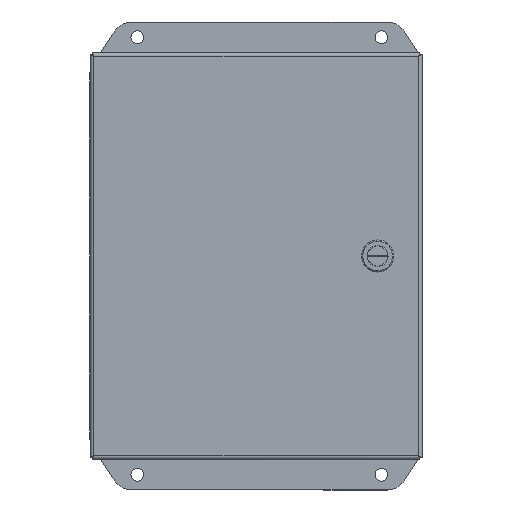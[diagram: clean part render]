
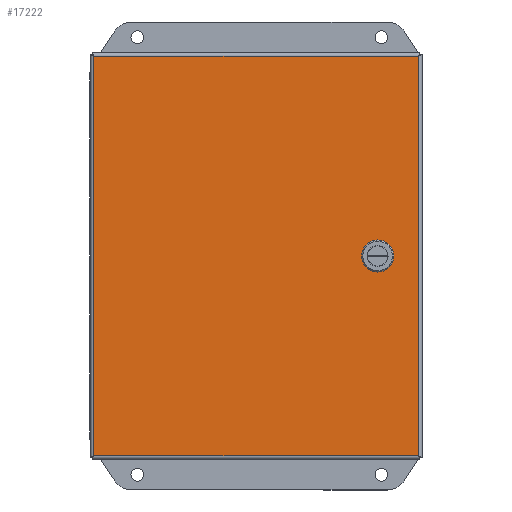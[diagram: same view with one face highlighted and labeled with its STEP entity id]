
A CAD part, front view. The second image highlights one B-rep face of the part: STEP entity #17222.
In plain terms, the highlighted planar face has unit normal (0, -1, 0).
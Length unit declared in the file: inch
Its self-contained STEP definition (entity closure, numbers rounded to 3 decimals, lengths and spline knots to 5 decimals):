
#312 = ORIENTED_EDGE ( 'NONE', *, *, #16644, .F. ) ;
#414 = LINE ( 'NONE', #6641, #4567 ) ;
#442 = CARTESIAN_POINT ( 'NONE',  ( -4.07322, -4.61133, -4.914 ) ) ;
#680 = CARTESIAN_POINT ( 'NONE',  ( 2.57578, -4.61133, -0.07559 ) ) ;
#745 = CARTESIAN_POINT ( 'NONE',  ( 2.57578, -4.61133, -0.07559 ) ) ;
#970 = LINE ( 'NONE', #13558, #17550 ) ;
#1171 = DIRECTION ( 'NONE',  ( 0., -1., 0. ) ) ;
#1234 = CARTESIAN_POINT ( 'NONE',  ( 2.83119, -4.61133, -0.331 ) ) ;
#1498 = EDGE_CURVE ( 'NONE', #3624, #15216, #9320, .T. ) ;
#1560 = DIRECTION ( 'NONE',  ( 0.707, 0., -0.707 ) ) ;
#2014 = LINE ( 'NONE', #11404, #5393 ) ;
#2703 = FACE_BOUND ( 'NONE', #12239, .T. ) ;
#2745 = CARTESIAN_POINT ( 'NONE',  ( 2.98237, -4.61133, 0.331 ) ) ;
#2758 = EDGE_CURVE ( 'NONE', #3424, #12640, #970, .T. ) ;
#3424 = VERTEX_POINT ( 'NONE', #5270 ) ;
#3624 = VERTEX_POINT ( 'NONE', #18160 ) ;
#4088 = VECTOR ( 'NONE', #16590, 39.37008 ) ;
#4101 = DIRECTION ( 'NONE',  ( 0., 0., -1. ) ) ;
#4338 = PLANE ( 'NONE',  #19636 ) ;
#4567 = VECTOR ( 'NONE', #12873, 39.37008 ) ;
#4734 = LINE ( 'NONE', #5972, #19184 ) ;
#4905 = LINE ( 'NONE', #19028, #4943 ) ;
#4943 = VECTOR ( 'NONE', #17292, 39.37008 ) ;
#5258 = VERTEX_POINT ( 'NONE', #19234 ) ;
#5270 = CARTESIAN_POINT ( 'NONE',  ( 3.91278, -4.61133, -4.914 ) ) ;
#5336 = LINE ( 'NONE', #745, #12909 ) ;
#5393 = VECTOR ( 'NONE', #19186, 39.37008 ) ;
#5643 = VERTEX_POINT ( 'NONE', #1234 ) ;
#5972 = CARTESIAN_POINT ( 'NONE',  ( -4.07322, -4.61133, -4.914 ) ) ;
#6164 = DIRECTION ( 'NONE',  ( 1., 0., 0. ) ) ;
#6399 = LINE ( 'NONE', #13525, #4088 ) ;
#6552 = EDGE_CURVE ( 'NONE', #20126, #3424, #4734, .T. ) ;
#6641 = CARTESIAN_POINT ( 'NONE',  ( 2.57578, -4.61133, 0.07559 ) ) ;
#6651 = ORIENTED_EDGE ( 'NONE', *, *, #18555, .T. ) ;
#6824 = LINE ( 'NONE', #13264, #12437 ) ;
#6881 = VERTEX_POINT ( 'NONE', #17510 ) ;
#7786 = DIRECTION ( 'NONE',  ( -0.707, 0., 0.707 ) ) ;
#7800 = LINE ( 'NONE', #442, #19945 ) ;
#8107 = ORIENTED_EDGE ( 'NONE', *, *, #11879, .F. ) ;
#8327 = VERTEX_POINT ( 'NONE', #16545 ) ;
#8613 = CARTESIAN_POINT ( 'NONE',  ( 3.91278, -4.61133, 4.914 ) ) ;
#8790 = CARTESIAN_POINT ( 'NONE',  ( -4.07322, -4.61133, -4.914 ) ) ;
#9204 = VECTOR ( 'NONE', #7786, 39.37008 ) ;
#9320 = LINE ( 'NONE', #20159, #9204 ) ;
#9429 = LINE ( 'NONE', #14147, #16158 ) ;
#9728 = EDGE_CURVE ( 'NONE', #5643, #18674, #2014, .T. ) ;
#9769 = VERTEX_POINT ( 'NONE', #680 ) ;
#10198 = EDGE_CURVE ( 'NONE', #6881, #3624, #6399, .T. ) ;
#10274 = DIRECTION ( 'NONE',  ( 0., 0., 1. ) ) ;
#10290 = EDGE_CURVE ( 'NONE', #10931, #9769, #5336, .T. ) ;
#10387 = ORIENTED_EDGE ( 'NONE', *, *, #10290, .F. ) ;
#10931 = VERTEX_POINT ( 'NONE', #12758 ) ;
#10997 = ORIENTED_EDGE ( 'NONE', *, *, #14208, .F. ) ;
#11404 = CARTESIAN_POINT ( 'NONE',  ( 2.98237, -4.61133, -0.331 ) ) ;
#11879 = EDGE_CURVE ( 'NONE', #18674, #6881, #6824, .T. ) ;
#12239 = EDGE_LOOP ( 'NONE', ( #20233, #13726, #10387, #10997, #312, #16764, #13075, #8107 ) ) ;
#12283 = CARTESIAN_POINT ( 'NONE',  ( 2.98237, -4.61133, -0.331 ) ) ;
#12437 = VECTOR ( 'NONE', #17969, 39.37008 ) ;
#12519 = VECTOR ( 'NONE', #19760, 39.37008 ) ;
#12640 = VERTEX_POINT ( 'NONE', #8613 ) ;
#12758 = CARTESIAN_POINT ( 'NONE',  ( 2.57578, -4.61133, 0.07559 ) ) ;
#12873 = DIRECTION ( 'NONE',  ( -0.707, 0., -0.707 ) ) ;
#12909 = VECTOR ( 'NONE', #4101, 39.37008 ) ;
#13075 = ORIENTED_EDGE ( 'NONE', *, *, #10198, .F. ) ;
#13264 = CARTESIAN_POINT ( 'NONE',  ( 3.23778, -4.61133, -0.07559 ) ) ;
#13525 = CARTESIAN_POINT ( 'NONE',  ( 3.23778, -4.61133, 0.07559 ) ) ;
#13558 = CARTESIAN_POINT ( 'NONE',  ( 3.91278, -4.61133, -4.914 ) ) ;
#13726 = ORIENTED_EDGE ( 'NONE', *, *, #19872, .F. ) ;
#13952 = CARTESIAN_POINT ( 'NONE',  ( -4.07322, -4.61133, -4.914 ) ) ;
#14147 = CARTESIAN_POINT ( 'NONE',  ( 2.83119, -4.61133, -0.331 ) ) ;
#14208 = EDGE_CURVE ( 'NONE', #5258, #10931, #414, .T. ) ;
#14673 = LINE ( 'NONE', #19661, #12519 ) ;
#14676 = EDGE_CURVE ( 'NONE', #8327, #20126, #7800, .T. ) ;
#15216 = VERTEX_POINT ( 'NONE', #2745 ) ;
#16158 = VECTOR ( 'NONE', #1560, 39.37008 ) ;
#16545 = CARTESIAN_POINT ( 'NONE',  ( -4.07322, -4.61133, 4.914 ) ) ;
#16551 = ORIENTED_EDGE ( 'NONE', *, *, #2758, .T. ) ;
#16590 = DIRECTION ( 'NONE',  ( 0., 0., 1. ) ) ;
#16644 = EDGE_CURVE ( 'NONE', #15216, #5258, #4905, .T. ) ;
#16723 = FACE_OUTER_BOUND ( 'NONE', #18288, .T. ) ;
#16764 = ORIENTED_EDGE ( 'NONE', *, *, #1498, .F. ) ;
#17120 = DIRECTION ( 'NONE',  ( 0., 0., -1. ) ) ;
#17222 = ADVANCED_FACE ( 'NONE', ( #2703, #16723 ), #4338, .T. ) ;
#17292 = DIRECTION ( 'NONE',  ( -1., 0., 0. ) ) ;
#17510 = CARTESIAN_POINT ( 'NONE',  ( 3.23778, -4.61133, -0.07559 ) ) ;
#17550 = VECTOR ( 'NONE', #10274, 39.37008 ) ;
#17969 = DIRECTION ( 'NONE',  ( 0.707, 0., 0.707 ) ) ;
#18160 = CARTESIAN_POINT ( 'NONE',  ( 3.23778, -4.61133, 0.07559 ) ) ;
#18265 = ORIENTED_EDGE ( 'NONE', *, *, #14676, .T. ) ;
#18288 = EDGE_LOOP ( 'NONE', ( #16551, #6651, #18265, #19930 ) ) ;
#18547 = DIRECTION ( 'NONE',  ( 0., 0., -1. ) ) ;
#18555 = EDGE_CURVE ( 'NONE', #12640, #8327, #14673, .T. ) ;
#18674 = VERTEX_POINT ( 'NONE', #12283 ) ;
#19028 = CARTESIAN_POINT ( 'NONE',  ( 2.83119, -4.61133, 0.331 ) ) ;
#19184 = VECTOR ( 'NONE', #6164, 39.37008 ) ;
#19186 = DIRECTION ( 'NONE',  ( 1., 0., 0. ) ) ;
#19234 = CARTESIAN_POINT ( 'NONE',  ( 2.83119, -4.61133, 0.331 ) ) ;
#19636 = AXIS2_PLACEMENT_3D ( 'NONE', #13952, #1171, #18547 ) ;
#19661 = CARTESIAN_POINT ( 'NONE',  ( -4.07322, -4.61133, 4.914 ) ) ;
#19760 = DIRECTION ( 'NONE',  ( -1., 0., 0. ) ) ;
#19872 = EDGE_CURVE ( 'NONE', #9769, #5643, #9429, .T. ) ;
#19930 = ORIENTED_EDGE ( 'NONE', *, *, #6552, .T. ) ;
#19945 = VECTOR ( 'NONE', #17120, 39.37008 ) ;
#20126 = VERTEX_POINT ( 'NONE', #8790 ) ;
#20159 = CARTESIAN_POINT ( 'NONE',  ( 2.98237, -4.61133, 0.331 ) ) ;
#20233 = ORIENTED_EDGE ( 'NONE', *, *, #9728, .F. ) ;
